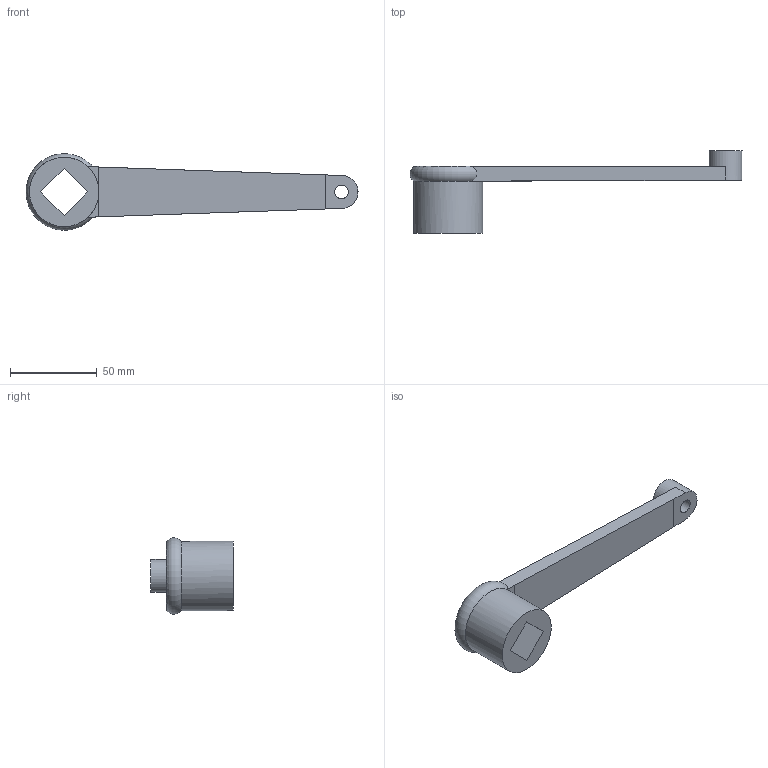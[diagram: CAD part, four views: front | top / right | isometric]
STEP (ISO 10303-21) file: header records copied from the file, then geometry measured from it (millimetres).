
FILE_DESCRIPTION(/* description */ (''),/* implementation_level */ '2;1');
FILE_NAME(/* name */ 'QB_160_N',/* time_stamp */ '2012-11-23T16:46:02+08:00',/* author */ (''),/* organization */ (''),/* preprocessor_version */ 'ST-DEVELOPER v9',/* originating_system */ 'UGS - NX 4.0',/* authorisation */ '');
FILE_SCHEMA (('CONFIG_CONTROL_DESIGN'));
Length unit declared in the file: millimetre
Products named in the file (1): Admi6A4Bxn0j
Bounding box: 191.52 x 47.5 x 44.01 mm (x, y, z)
Volume: 66244.6 mm3; surface area: 20066.2 mm2
Topology: 1 solids, 1 shells, 21 faces, 54 edges, 35 vertices
Faces by surface type: plane 17, cylinder 3, torus 1
Full cylindrical faces by diameter (mm): 8 x1, 19 x1, 40 x1
Entity records: 759 total; most frequent: CARTESIAN_POINT 155, ORIENTED_EDGE 106, DIRECTION 99, EDGE_CURVE 53, VERTEX_POINT 38, LINE 33, VECTOR 33, AXIS2_PLACEMENT_3D 33
